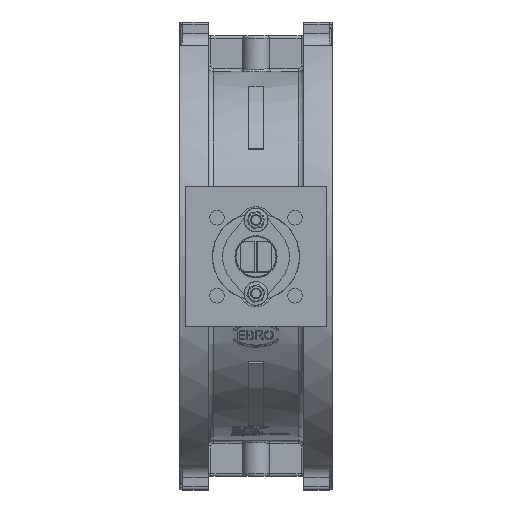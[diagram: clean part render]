
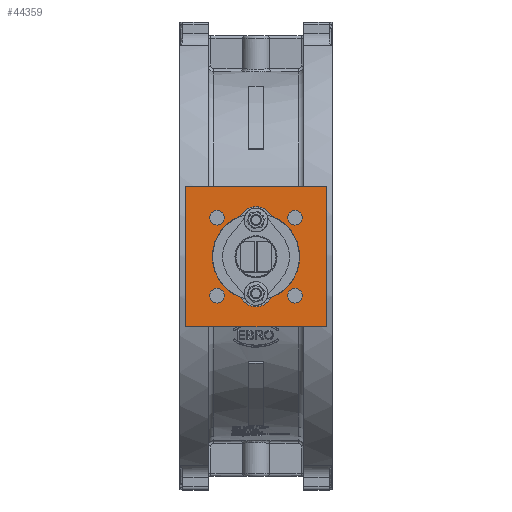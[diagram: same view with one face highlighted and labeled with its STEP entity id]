
A CAD part, top view. The second image highlights one B-rep face of the part: STEP entity #44359.
In plain terms, the highlighted planar face has unit normal (0, 0, 1).
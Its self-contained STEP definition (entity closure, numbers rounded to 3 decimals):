
#2486=LINE('',#61741,#5283);
#2498=LINE('',#61765,#5295);
#2500=LINE('',#61770,#5297);
#2551=LINE('',#61909,#5348);
#5283=VECTOR('',#51124,10.);
#5295=VECTOR('',#51138,10.);
#5297=VECTOR('',#51142,10.);
#5348=VECTOR('',#51271,10.);
#9237=FACE_BOUND('',#12866,.T.);
#9238=FACE_BOUND('',#12867,.T.);
#9239=FACE_BOUND('',#12868,.T.);
#9240=FACE_BOUND('',#12869,.T.);
#9241=FACE_BOUND('',#12870,.T.);
#10093=FACE_OUTER_BOUND('',#12865,.T.);
#12865=EDGE_LOOP('',(#28677,#28678,#28679,#28680));
#12866=EDGE_LOOP('',(#28681,#28682,#28683,#28684));
#12867=EDGE_LOOP('',(#28685));
#12868=EDGE_LOOP('',(#28686));
#12869=EDGE_LOOP('',(#28687));
#12870=EDGE_LOOP('',(#28688));
#16357=CIRCLE('',#47154,11.);
#16359=CIRCLE('',#47157,11.);
#16361=CIRCLE('',#47160,11.);
#16363=CIRCLE('',#47163,11.);
#16365=CIRCLE('',#47166,26.);
#16367=CIRCLE('',#47169,65.25);
#16369=CIRCLE('',#47172,26.);
#16371=CIRCLE('',#47175,65.25);
#17987=VERTEX_POINT('',#61732);
#17991=VERTEX_POINT('',#61739);
#18002=VERTEX_POINT('',#61763);
#18004=VERTEX_POINT('',#61768);
#18038=VERTEX_POINT('',#61865);
#18040=VERTEX_POINT('',#61870);
#18042=VERTEX_POINT('',#61875);
#18044=VERTEX_POINT('',#61880);
#18046=VERTEX_POINT('',#61885);
#18047=VERTEX_POINT('',#61886);
#18050=VERTEX_POINT('',#61894);
#18052=VERTEX_POINT('',#61900);
#22240=EDGE_CURVE('',#17991,#17987,#2486,.T.);
#22252=EDGE_CURVE('',#18002,#17991,#2498,.T.);
#22254=EDGE_CURVE('',#18004,#18002,#2500,.T.);
#22301=EDGE_CURVE('',#18038,#18038,#16357,.T.);
#22303=EDGE_CURVE('',#18040,#18040,#16359,.T.);
#22305=EDGE_CURVE('',#18042,#18042,#16361,.T.);
#22307=EDGE_CURVE('',#18044,#18044,#16363,.T.);
#22309=EDGE_CURVE('',#18046,#18047,#16365,.T.);
#22313=EDGE_CURVE('',#18050,#18046,#16367,.T.);
#22316=EDGE_CURVE('',#18052,#18050,#16369,.T.);
#22319=EDGE_CURVE('',#18047,#18052,#16371,.T.);
#22321=EDGE_CURVE('',#17987,#18004,#2551,.T.);
#28677=ORIENTED_EDGE('',*,*,#22321,.F.);
#28678=ORIENTED_EDGE('',*,*,#22240,.F.);
#28679=ORIENTED_EDGE('',*,*,#22252,.F.);
#28680=ORIENTED_EDGE('',*,*,#22254,.F.);
#28681=ORIENTED_EDGE('',*,*,#22313,.F.);
#28682=ORIENTED_EDGE('',*,*,#22316,.F.);
#28683=ORIENTED_EDGE('',*,*,#22319,.F.);
#28684=ORIENTED_EDGE('',*,*,#22309,.F.);
#28685=ORIENTED_EDGE('',*,*,#22307,.F.);
#28686=ORIENTED_EDGE('',*,*,#22305,.F.);
#28687=ORIENTED_EDGE('',*,*,#22303,.F.);
#28688=ORIENTED_EDGE('',*,*,#22301,.F.);
#41015=PLANE('',#47177);
#44359=ADVANCED_FACE('',(#10093,#9237,#9238,#9239,#9240,#9241),#41015,.F.);
#47154=AXIS2_PLACEMENT_3D('',#61866,#51219,#51220);
#47157=AXIS2_PLACEMENT_3D('',#61871,#51225,#51226);
#47160=AXIS2_PLACEMENT_3D('',#61876,#51231,#51232);
#47163=AXIS2_PLACEMENT_3D('',#61881,#51237,#51238);
#47166=AXIS2_PLACEMENT_3D('',#61887,#51243,#51244);
#47169=AXIS2_PLACEMENT_3D('',#61895,#51251,#51252);
#47172=AXIS2_PLACEMENT_3D('',#61901,#51258,#51259);
#47175=AXIS2_PLACEMENT_3D('',#61906,#51265,#51266);
#47177=AXIS2_PLACEMENT_3D('',#61908,#51269,#51270);
#51124=DIRECTION('',(0.,1.,0.));
#51138=DIRECTION('',(-1.,0.,0.));
#51142=DIRECTION('',(0.,-1.,0.));
#51219=DIRECTION('center_axis',(0.,0.,
1.));
#51220=DIRECTION('ref_axis',(0.,-1.,0.));
#51225=DIRECTION('center_axis',(0.,0.,
1.));
#51226=DIRECTION('ref_axis',(0.,-1.,0.));
#51231=DIRECTION('center_axis',(0.,0.,
1.));
#51232=DIRECTION('ref_axis',(0.,-1.,0.));
#51237=DIRECTION('center_axis',(0.,0.,
1.));
#51238=DIRECTION('ref_axis',(0.,-1.,0.));
#51243=DIRECTION('center_axis',(0.,0.,
1.));
#51244=DIRECTION('ref_axis',(0.,-1.,0.));
#51251=DIRECTION('center_axis',(0.,0.,
1.));
#51252=DIRECTION('ref_axis',(0.,-1.,0.));
#51258=DIRECTION('center_axis',(0.,0.,
1.));
#51259=DIRECTION('ref_axis',(0.,-1.,0.));
#51265=DIRECTION('center_axis',(0.,0.,
1.));
#51266=DIRECTION('ref_axis',(0.,-1.,0.));
#51269=DIRECTION('center_axis',(0.,0.,
-1.));
#51270=DIRECTION('ref_axis',(-1.,0.,0.));
#51271=DIRECTION('',(1.,0.,0.));
#61732=CARTESIAN_POINT('',(-105.,103.,561.));
#61739=CARTESIAN_POINT('',(-105.,-107.,561.));
#61741=CARTESIAN_POINT('',(-105.,-2.,561.));
#61763=CARTESIAN_POINT('',(105.,-107.,561.));
#61765=CARTESIAN_POINT('',(0.,-107.,561.));
#61768=CARTESIAN_POINT('',(105.,103.,561.));
#61770=CARTESIAN_POINT('',(105.,-107.,561.));
#61865=CARTESIAN_POINT('',(58.336,67.336,561.));
#61866=CARTESIAN_POINT('Origin',(58.336,56.336,561.));
#61870=CARTESIAN_POINT('',(58.336,-49.336,561.));
#61871=CARTESIAN_POINT('Origin',(58.336,-60.336,561.));
#61875=CARTESIAN_POINT('',(-58.336,-49.336,561.));
#61876=CARTESIAN_POINT('Origin',(-58.336,-60.336,561.));
#61880=CARTESIAN_POINT('',(-58.336,67.336,561.));
#61881=CARTESIAN_POINT('Origin',(-58.336,56.336,561.));
#61885=CARTESIAN_POINT('',(23.041,59.047,561.));
#61886=CARTESIAN_POINT('',(-23.041,59.047,561.));
#61887=CARTESIAN_POINT('Origin',(0.,47.,561.));
#61894=CARTESIAN_POINT('',(23.041,-63.047,561.));
#61895=CARTESIAN_POINT('Origin',(0.,-2.,561.));
#61900=CARTESIAN_POINT('',(-23.041,-63.047,561.));
#61901=CARTESIAN_POINT('Origin',(0.,-51.,561.));
#61906=CARTESIAN_POINT('Origin',(0.,-2.,561.));
#61908=CARTESIAN_POINT('Origin',(105.,-107.,561.));
#61909=CARTESIAN_POINT('',(105.,103.,561.));
